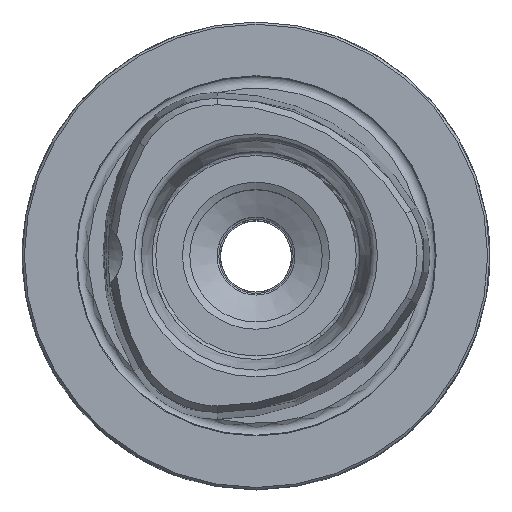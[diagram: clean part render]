
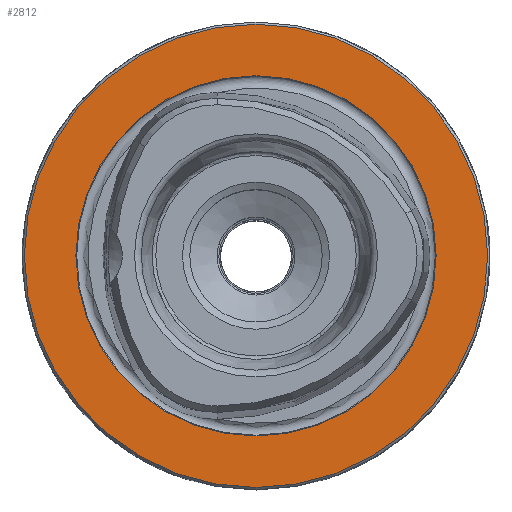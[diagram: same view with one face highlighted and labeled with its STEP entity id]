
A CAD part, top view. The second image highlights one B-rep face of the part: STEP entity #2812.
In plain terms, the highlighted planar face has unit normal (0, 0, 1).
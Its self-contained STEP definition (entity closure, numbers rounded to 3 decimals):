
#237=PLANE('',#3055);
#678=ORIENTED_EDGE('',*,*,#978,.T.);
#679=ORIENTED_EDGE('',*,*,#977,.F.);
#977=EDGE_CURVE('',#1166,#1166,#1311,.T.);
#978=EDGE_CURVE('',#1167,#1167,#1312,.T.);
#1166=VERTEX_POINT('',#4262);
#1167=VERTEX_POINT('',#4265);
#1311=CIRCLE('',#3054,24.264);
#1312=CIRCLE('',#3056,31.2);
#1478=EDGE_LOOP('',(#678));
#1479=EDGE_LOOP('',(#679));
#1685=FACE_BOUND('',#1478,.T.);
#1686=FACE_BOUND('',#1479,.T.);
#2812=ADVANCED_FACE('',(#1685,#1686),#237,.T.);
#3054=AXIS2_PLACEMENT_3D('',#4261,#3550,#3551);
#3055=AXIS2_PLACEMENT_3D('',#4263,#3552,#3553);
#3056=AXIS2_PLACEMENT_3D('',#4264,#3554,#3555);
#3550=DIRECTION('',(0.,0.,1.));
#3551=DIRECTION('',(1.,0.,0.));
#3552=DIRECTION('',(0.,0.,1.));
#3553=DIRECTION('',(1.,0.,0.));
#3554=DIRECTION('',(0.,0.,1.));
#3555=DIRECTION('',(1.,0.,0.));
#4261=CARTESIAN_POINT('',(0.,0.,0.));
#4262=CARTESIAN_POINT('',(24.264,0.,0.));
#4263=CARTESIAN_POINT('',(24.2,0.,0.));
#4264=CARTESIAN_POINT('',(0.,0.,0.));
#4265=CARTESIAN_POINT('',(31.2,0.,0.));
